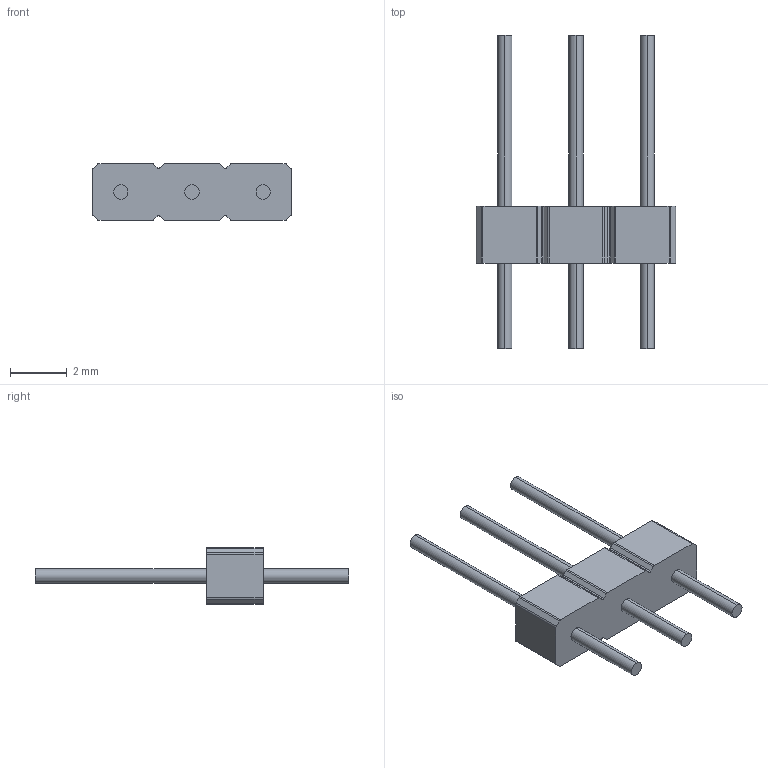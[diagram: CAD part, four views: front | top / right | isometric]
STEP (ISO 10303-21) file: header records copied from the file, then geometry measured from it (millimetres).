
FILE_DESCRIPTION (( 'STEP AP214' ), '1' );
FILE_NAME ('Headers.STEP', '2023-02-25T15:48:50', ( '' ), ( '' ), 'SwSTEP 2.0', 'SolidWorks 2023', '' );
FILE_SCHEMA (( 'AUTOMOTIVE_DESIGN' ));
Length unit declared in the file: millimetre
Products named in the file (1): Headers_Varsayılan
Bounding box: 7 x 11 x 2 mm (x, y, z)
Volume: 32.8 mm3; surface area: 106 mm2
Topology: 1 solids, 1 shells, 62 faces, 162 edges, 108 vertices
Faces by surface type: cylinder 34, plane 28
Entity records: 2639 total; most frequent: DIRECTION 356, CARTESIAN_POINT 333, ORIENTED_EDGE 324, EDGE_CURVE 162, AXIS2_PLACEMENT_3D 131, VERTEX_POINT 108, VECTOR 94, LINE 94
